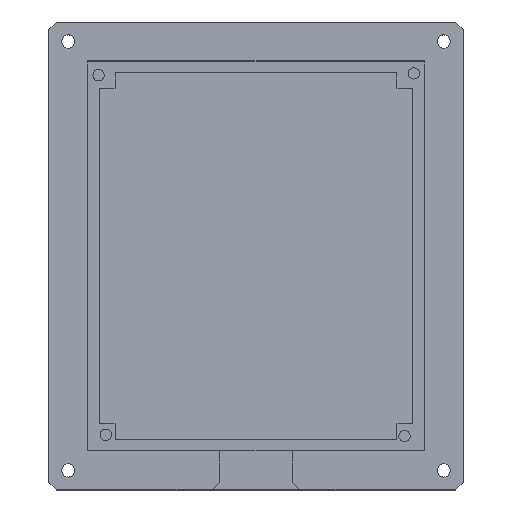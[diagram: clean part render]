
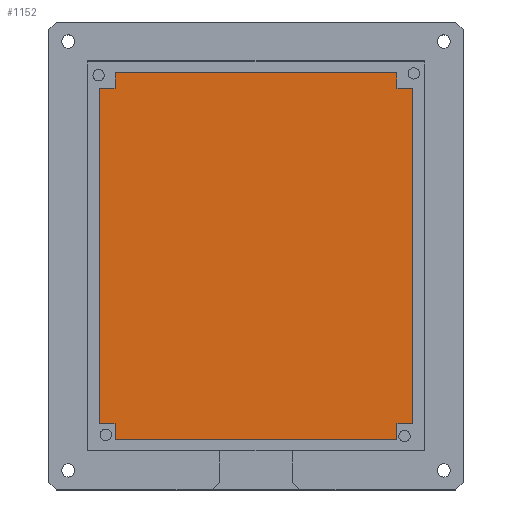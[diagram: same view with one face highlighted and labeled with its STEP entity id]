
A CAD part, top view. The second image highlights one B-rep face of the part: STEP entity #1152.
In plain terms, the highlighted planar face has unit normal (0, 0, 1).
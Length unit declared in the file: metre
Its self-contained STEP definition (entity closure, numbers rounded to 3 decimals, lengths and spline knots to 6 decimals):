
#308=ORIENTED_EDGE('',*,*,#433,.F.);
#309=ORIENTED_EDGE('',*,*,#429,.T.);
#310=ORIENTED_EDGE('',*,*,#463,.T.);
#311=ORIENTED_EDGE('',*,*,#460,.F.);
#312=ORIENTED_EDGE('',*,*,#457,.F.);
#313=ORIENTED_EDGE('',*,*,#454,.T.);
#314=ORIENTED_EDGE('',*,*,#451,.F.);
#315=ORIENTED_EDGE('',*,*,#448,.F.);
#316=ORIENTED_EDGE('',*,*,#445,.T.);
#317=ORIENTED_EDGE('',*,*,#442,.F.);
#318=ORIENTED_EDGE('',*,*,#439,.T.);
#319=ORIENTED_EDGE('',*,*,#436,.T.);
#429=EDGE_CURVE('',#561,#562,#662,.T.);
#433=EDGE_CURVE('',#561,#565,#666,.T.);
#436=EDGE_CURVE('',#567,#565,#669,.T.);
#439=EDGE_CURVE('',#569,#567,#672,.T.);
#442=EDGE_CURVE('',#569,#571,#675,.T.);
#445=EDGE_CURVE('',#573,#571,#678,.T.);
#448=EDGE_CURVE('',#573,#575,#681,.T.);
#451=EDGE_CURVE('',#575,#577,#684,.T.);
#454=EDGE_CURVE('',#579,#577,#687,.T.);
#457=EDGE_CURVE('',#579,#581,#690,.T.);
#460=EDGE_CURVE('',#581,#583,#693,.T.);
#463=EDGE_CURVE('',#562,#583,#696,.T.);
#561=VERTEX_POINT('',#1756);
#562=VERTEX_POINT('',#1757);
#565=VERTEX_POINT('',#1765);
#567=VERTEX_POINT('',#1771);
#569=VERTEX_POINT('',#1777);
#571=VERTEX_POINT('',#1783);
#573=VERTEX_POINT('',#1789);
#575=VERTEX_POINT('',#1795);
#577=VERTEX_POINT('',#1801);
#579=VERTEX_POINT('',#1807);
#581=VERTEX_POINT('',#1813);
#583=VERTEX_POINT('',#1819);
#662=LINE('',#1755,#784);
#666=LINE('',#1764,#788);
#669=LINE('',#1770,#791);
#672=LINE('',#1776,#794);
#675=LINE('',#1782,#797);
#678=LINE('',#1788,#800);
#681=LINE('',#1794,#803);
#684=LINE('',#1800,#806);
#687=LINE('',#1806,#809);
#690=LINE('',#1812,#812);
#693=LINE('',#1818,#815);
#696=LINE('',#1824,#818);
#784=VECTOR('',#1415,1.);
#788=VECTOR('',#1421,1.);
#791=VECTOR('',#1426,1.);
#794=VECTOR('',#1431,1.);
#797=VECTOR('',#1436,1.);
#800=VECTOR('',#1441,1.);
#803=VECTOR('',#1446,1.);
#806=VECTOR('',#1451,1.);
#809=VECTOR('',#1456,1.);
#812=VECTOR('',#1461,1.);
#815=VECTOR('',#1466,1.);
#818=VECTOR('',#1471,1.);
#924=EDGE_LOOP('',(#308,#309,#310,#311,#312,#313,#314,#315,#316,#317,#318,
#319));
#1020=FACE_BOUND('',#924,.T.);
#1086=PLANE('',#1259);
#1152=ADVANCED_FACE('',(#1020),#1086,.T.);
#1259=AXIS2_PLACEMENT_3D('',#1884,#1553,#1554);
#1415=DIRECTION('',(1.,0.,0.));
#1421=DIRECTION('',(0.,1.,0.));
#1426=DIRECTION('',(1.,0.,0.));
#1431=DIRECTION('',(0.,-1.,0.));
#1436=DIRECTION('',(1.,0.,0.));
#1441=DIRECTION('',(0.,-1.,0.));
#1446=DIRECTION('',(1.,0.,0.));
#1451=DIRECTION('',(0.,-1.,0.));
#1456=DIRECTION('',(-1.,0.,0.));
#1461=DIRECTION('',(0.,-1.,0.));
#1466=DIRECTION('',(-1.,0.,0.));
#1471=DIRECTION('',(0.,1.,0.));
#1553=DIRECTION('',(0.,0.,1.));
#1554=DIRECTION('',(1.,0.,0.));
#1755=CARTESIAN_POINT('',(0.,-0.047,0.));
#1756=CARTESIAN_POINT('',(-0.03615,-0.047,0.));
#1757=CARTESIAN_POINT('',(0.03615,-0.047,0.));
#1764=CARTESIAN_POINT('',(-0.03615,-0.045,0.));
#1765=CARTESIAN_POINT('',(-0.03615,-0.043,0.));
#1770=CARTESIAN_POINT('',(-0.03815,-0.043,0.));
#1771=CARTESIAN_POINT('',(-0.04015,-0.043,0.));
#1776=CARTESIAN_POINT('',(-0.04015,0.,0.));
#1777=CARTESIAN_POINT('',(-0.04015,0.043,0.));
#1782=CARTESIAN_POINT('',(-0.03815,0.043,0.));
#1783=CARTESIAN_POINT('',(-0.03615,0.043,0.));
#1788=CARTESIAN_POINT('',(-0.03615,0.045,0.));
#1789=CARTESIAN_POINT('',(-0.03615,0.047,0.));
#1794=CARTESIAN_POINT('',(0.,0.047,0.));
#1795=CARTESIAN_POINT('',(0.03615,0.047,0.));
#1800=CARTESIAN_POINT('',(0.03615,0.045,0.));
#1801=CARTESIAN_POINT('',(0.03615,0.043,0.));
#1806=CARTESIAN_POINT('',(0.03815,0.043,0.));
#1807=CARTESIAN_POINT('',(0.04015,0.043,0.));
#1812=CARTESIAN_POINT('',(0.04015,0.,0.));
#1813=CARTESIAN_POINT('',(0.04015,-0.043,0.));
#1818=CARTESIAN_POINT('',(0.03815,-0.043,0.));
#1819=CARTESIAN_POINT('',(0.03615,-0.043,0.));
#1824=CARTESIAN_POINT('',(0.03615,-0.045,0.));
#1884=CARTESIAN_POINT('',(0.,0.,0.));
